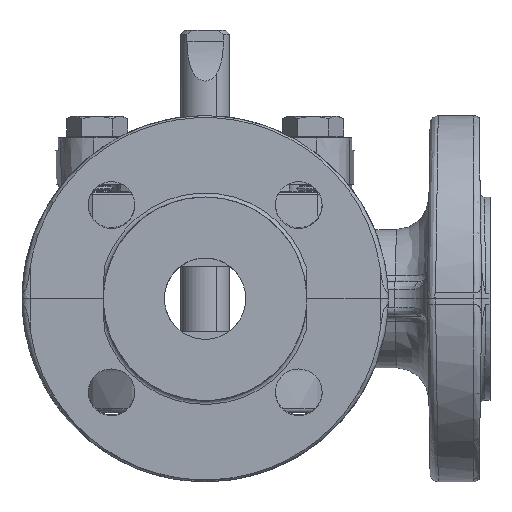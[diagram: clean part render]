
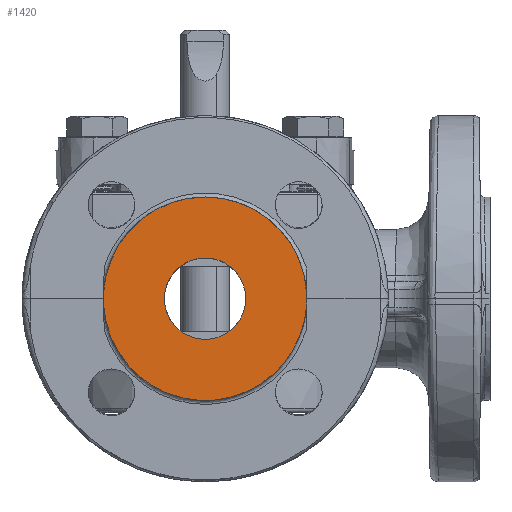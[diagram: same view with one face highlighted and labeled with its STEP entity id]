
A CAD part, front view. The second image highlights one B-rep face of the part: STEP entity #1420.
In plain terms, the highlighted planar face has unit normal (0, -1, 0).
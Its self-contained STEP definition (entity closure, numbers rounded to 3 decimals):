
#503=CARTESIAN_POINT('Vertex',(-25.,-70.,0.)) ;
#506=CARTESIAN_POINT('Line Origine',(-24.983,-70.,0.654)) ;
#510=CARTESIAN_POINT('Vertex',(-24.966,-70.,1.308)) ;
#815=CARTESIAN_POINT('Vertex',(24.966,-70.,1.308)) ;
#818=CARTESIAN_POINT('Line Origine',(24.983,-70.,0.654)) ;
#822=CARTESIAN_POINT('Vertex',(25.,-70.,0.)) ;
#1337=CARTESIAN_POINT('Axis2P3D Location',(0.,-70.,0.)) ;
#1349=CARTESIAN_POINT('Axis2P3D Location',(-70.,-70.,0.)) ;
#1354=CARTESIAN_POINT('Line Origine',(24.983,-70.,-0.654)) ;
#1358=CARTESIAN_POINT('Vertex',(24.966,-70.,-1.308)) ;
#1361=CARTESIAN_POINT('Line Origine',(-24.983,-70.,-0.654)) ;
#1365=CARTESIAN_POINT('Vertex',(-24.966,-70.,-1.308)) ;
#1369=CARTESIAN_POINT('Control Point',(-24.966,-70.,-1.308)) ;
#1370=CARTESIAN_POINT('Control Point',(-24.838,-70.,-3.752)) ;
#1371=CARTESIAN_POINT('Control Point',(-24.411,-70.,-6.181)) ;
#1372=CARTESIAN_POINT('Control Point',(-23.687,-70.,-8.544)) ;
#1373=CARTESIAN_POINT('Control Point',(-21.672,-70.,-13.055)) ;
#1374=CARTESIAN_POINT('Control Point',(-18.628,-70.,-16.945)) ;
#1375=CARTESIAN_POINT('Control Point',(-16.87,-70.,-18.696)) ;
#1376=CARTESIAN_POINT('Control Point',(-12.961,-70.,-21.73)) ;
#1377=CARTESIAN_POINT('Control Point',(-8.433,-70.,-23.728)) ;
#1378=CARTESIAN_POINT('Control Point',(-6.057,-70.,-24.443)) ;
#1379=CARTESIAN_POINT('Control Point',(-1.179,-70.,-25.274)) ;
#1380=CARTESIAN_POINT('Control Point',(3.755,-70.,-24.901)) ;
#1381=CARTESIAN_POINT('Control Point',(6.187,-70.,-24.41)) ;
#1382=CARTESIAN_POINT('Control Point',(10.881,-70.,-22.842)) ;
#1383=CARTESIAN_POINT('Control Point',(15.056,-70.,-20.185)) ;
#1384=CARTESIAN_POINT('Control Point',(16.969,-70.,-18.606)) ;
#1385=CARTESIAN_POINT('Control Point',(20.369,-70.,-15.01)) ;
#1386=CARTESIAN_POINT('Control Point',(22.797,-70.,-10.698)) ;
#1387=CARTESIAN_POINT('Control Point',(23.739,-70.,-8.402)) ;
#1388=CARTESIAN_POINT('Control Point',(24.511,-70.,-5.57)) ;
#1389=CARTESIAN_POINT('Control Point',(24.863,-70.,-2.678)) ;
#1390=CARTESIAN_POINT('Control Point',(24.907,-70.,-2.222)) ;
#1391=CARTESIAN_POINT('Control Point',(24.942,-70.,-1.765)) ;
#1392=CARTESIAN_POINT('Control Point',(24.966,-70.,-1.308)) ;
#1402=CARTESIAN_POINT('Axis2P3D Location',(0.,-70.,0.)) ;
#1406=CARTESIAN_POINT('Vertex',(10.,-70.,0.)) ;
#1408=CARTESIAN_POINT('Vertex',(-10.,-70.,0.)) ;
#1411=CARTESIAN_POINT('Axis2P3D Location',(0.,-70.,0.)) ;
#507=DIRECTION('Vector Direction',(-0.026,0.,-1.)) ;
#819=DIRECTION('Vector Direction',(0.026,0.,-1.)) ;
#1338=DIRECTION('Axis2P3D Direction',(0.,-1.,0.)) ;
#1350=DIRECTION('Axis2P3D Direction',(-0.,1.,0.)) ;
#1351=DIRECTION('Axis2P3D XDirection',(1.,0.,0.)) ;
#1355=DIRECTION('Vector Direction',(0.026,0.,1.)) ;
#1362=DIRECTION('Vector Direction',(-0.026,0.,1.)) ;
#1403=DIRECTION('Axis2P3D Direction',(-0.,1.,0.)) ;
#1412=DIRECTION('Axis2P3D Direction',(-0.,1.,0.)) ;
#1339=AXIS2_PLACEMENT_3D('Circle Axis2P3D',#1337,#1338,$) ;
#1352=AXIS2_PLACEMENT_3D('Plane Axis2P3D',#1349,#1350,#1351) ;
#1404=AXIS2_PLACEMENT_3D('Circle Axis2P3D',#1402,#1403,$) ;
#1413=AXIS2_PLACEMENT_3D('Circle Axis2P3D',#1411,#1412,$) ;
#1395=ORIENTED_EDGE('',*,*,#1360,.F.) ;
#1396=ORIENTED_EDGE('',*,*,#824,.T.) ;
#1397=ORIENTED_EDGE('',*,*,#1341,.T.) ;
#1398=ORIENTED_EDGE('',*,*,#512,.F.) ;
#1399=ORIENTED_EDGE('',*,*,#1367,.T.) ;
#1400=ORIENTED_EDGE('',*,*,#1393,.T.) ;
#1417=ORIENTED_EDGE('',*,*,#1410,.T.) ;
#1418=ORIENTED_EDGE('',*,*,#1415,.T.) ;
#1419=FACE_BOUND('',#1416,.T.) ;
#508=VECTOR('Line Direction',#507,1.) ;
#820=VECTOR('Line Direction',#819,1.) ;
#1356=VECTOR('Line Direction',#1355,1.) ;
#1363=VECTOR('Line Direction',#1362,1.) ;
#1420=ADVANCED_FACE('Body.2',(#1401,#1419),#1353,.F.) ;
#1368=B_SPLINE_CURVE_WITH_KNOTS('',5,(#1369,#1370,#1371,#1372,#1373,#1374,#1375,#1376,#1377,#1378,#1379,#1380,#1381,#1382,#1383,#1384,#1385,#1386,#1387,#1388,#1389,#1390,#1391,#1392),.UNSPECIFIED.,.F.,.U.,(6,3,3,3,3,3,3,6),(0.057,17.361,34.727,52.092,69.458,86.824,104.189,107.425),.UNSPECIFIED.) ;
#1340=CIRCLE('generated circle',#1339,25.) ;
#1405=CIRCLE('generated circle',#1404,10.) ;
#1414=CIRCLE('generated circle',#1413,10.) ;
#512=EDGE_CURVE('',#504,#511,#509,.F.) ;
#824=EDGE_CURVE('',#823,#816,#821,.F.) ;
#1341=EDGE_CURVE('',#816,#511,#1340,.T.) ;
#1360=EDGE_CURVE('',#823,#1359,#1357,.F.) ;
#1367=EDGE_CURVE('',#504,#1366,#1364,.F.) ;
#1393=EDGE_CURVE('',#1366,#1359,#1368,.T.) ;
#1410=EDGE_CURVE('',#1407,#1409,#1405,.T.) ;
#1415=EDGE_CURVE('',#1409,#1407,#1414,.T.) ;
#1394=EDGE_LOOP('',(#1395,#1396,#1397,#1398,#1399,#1400)) ;
#1416=EDGE_LOOP('',(#1417,#1418)) ;
#1401=FACE_OUTER_BOUND('',#1394,.T.) ;
#509=LINE('Line',#506,#508) ;
#821=LINE('Line',#818,#820) ;
#1357=LINE('Line',#1354,#1356) ;
#1364=LINE('Line',#1361,#1363) ;
#1353=PLANE('',#1352) ;
#504=VERTEX_POINT('',#503) ;
#511=VERTEX_POINT('',#510) ;
#816=VERTEX_POINT('',#815) ;
#823=VERTEX_POINT('',#822) ;
#1359=VERTEX_POINT('',#1358) ;
#1366=VERTEX_POINT('',#1365) ;
#1407=VERTEX_POINT('',#1406) ;
#1409=VERTEX_POINT('',#1408) ;
